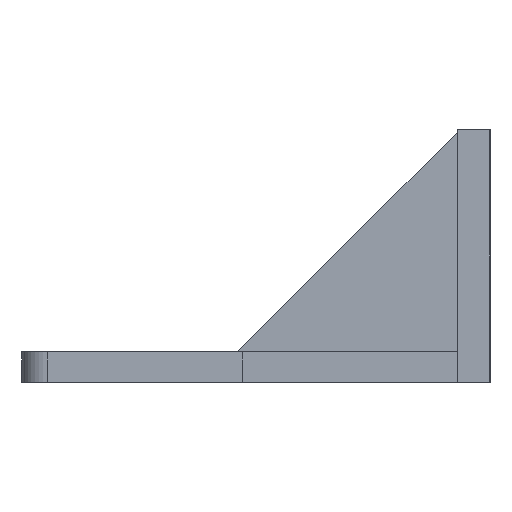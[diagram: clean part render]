
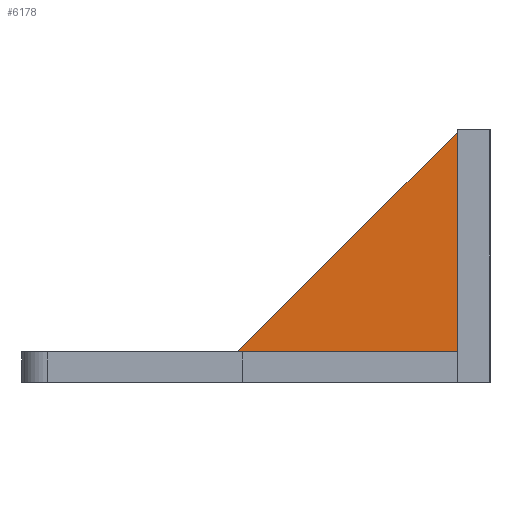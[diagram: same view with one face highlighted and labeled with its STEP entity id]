
A CAD part, left-side view. The second image highlights one B-rep face of the part: STEP entity #6178.
In plain terms, the highlighted planar face has unit normal (-1, 0, 0).
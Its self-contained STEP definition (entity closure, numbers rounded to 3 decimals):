
#6071=CARTESIAN_POINT('',(-342.1,122.5,4.5));
#6072=VERTEX_POINT('',#6071);
#6087=CARTESIAN_POINT('',(-342.1,122.5,47.885));
#6088=VERTEX_POINT('',#6087);
#6095=CARTESIAN_POINT('',(-342.1,122.5,4.5));
#6096=DIRECTION('',(0.,0.,1.));
#6097=VECTOR('',#6096,43.385);
#6098=LINE('',#6095,#6097);
#6099=EDGE_CURVE('',#6072,#6088,#6098,.T.);
#6109=CARTESIAN_POINT('',(-342.1,165.885,4.5));
#6110=VERTEX_POINT('',#6109);
#6111=CARTESIAN_POINT('',(-342.1,122.5,47.885));
#6112=DIRECTION('',(0.,0.707,-0.707));
#6113=VECTOR('',#6112,61.355);
#6114=LINE('',#6111,#6113);
#6115=EDGE_CURVE('',#6088,#6110,#6114,.T.);
#6147=CARTESIAN_POINT('',(-342.1,165.885,4.5));
#6148=DIRECTION('',(0.,-1.,0.));
#6149=VECTOR('',#6148,43.385);
#6150=LINE('',#6147,#6149);
#6151=EDGE_CURVE('',#6110,#6072,#6150,.T.);
#6168=CARTESIAN_POINT('',(-342.1,99.5,0.));
#6169=DIRECTION('',(-1.,0.,0.));
#6170=DIRECTION('',(0.,-1.,0.));
#6171=AXIS2_PLACEMENT_3D('',#6168,#6169,#6170);
#6172=PLANE('',#6171);
#6173=ORIENTED_EDGE('',*,*,#6151,.T.);
#6174=ORIENTED_EDGE('',*,*,#6099,.T.);
#6175=ORIENTED_EDGE('',*,*,#6115,.T.);
#6176=EDGE_LOOP('',(#6173,#6174,#6175));
#6177=FACE_BOUND('',#6176,.T.);
#6178=ADVANCED_FACE('',(#6177),#6172,.T.);
